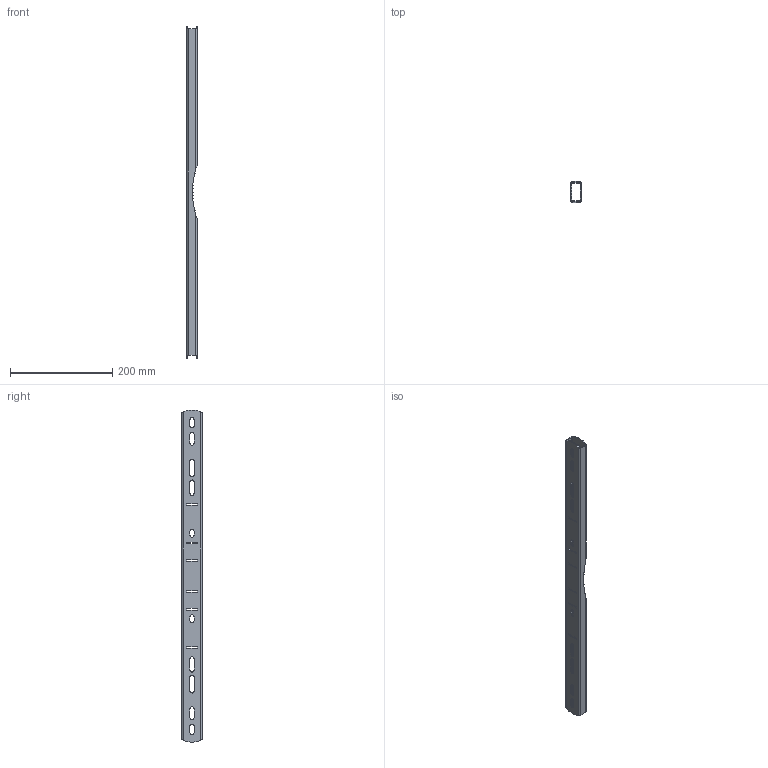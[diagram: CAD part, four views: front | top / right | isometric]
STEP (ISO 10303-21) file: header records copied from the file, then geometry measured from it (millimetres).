
FILE_DESCRIPTION (( 'STEP AP203' ), '1' );
FILE_NAME ('fp-tape-650.001 Êðîíøòåéí.STEP', '2021-03-29T13:38:11', ( '' ), ( '' ), 'SwSTEP 2.0', 'SolidWorks 2021', '' );
FILE_SCHEMA (( 'CONFIG_CONTROL_DESIGN' ));
Length unit declared in the file: millimetre
Products named in the file (1): fp-tape-650.001 ﾊ煇鳫
Bounding box: 20 x 40 x 649.86 mm (x, y, z)
Volume: 120530.9 mm3; surface area: 124909.6 mm2
Topology: 1 solids, 1 shells, 245 faces, 693 edges, 446 vertices
Faces by surface type: plane 148, cylinder 85, bspline 12
Entity records: 9174 total; most frequent: CARTESIAN_POINT 2589, ORIENTED_EDGE 1386, DIRECTION 1283, EDGE_CURVE 693, VECTOR 523, LINE 523, VERTEX_POINT 446, AXIS2_PLACEMENT_3D 380
